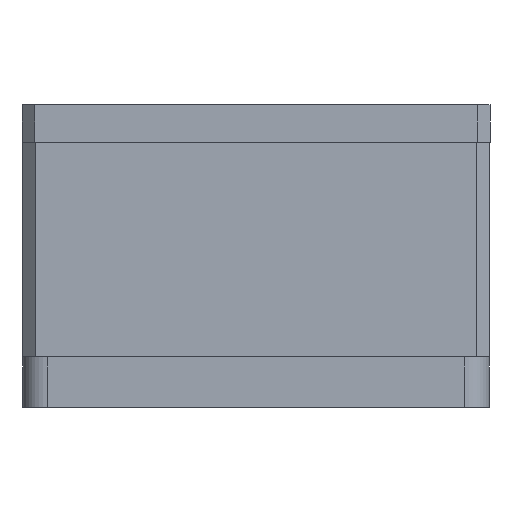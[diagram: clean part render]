
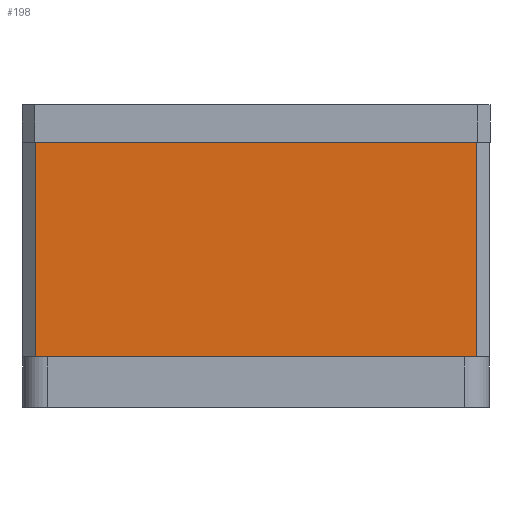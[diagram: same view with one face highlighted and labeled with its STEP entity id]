
A CAD part, left-side view. The second image highlights one B-rep face of the part: STEP entity #198.
In plain terms, the highlighted planar face has unit normal (-1, 0, 0).
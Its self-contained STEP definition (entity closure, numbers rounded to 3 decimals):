
#62 = CARTESIAN_POINT ( 'NONE',  ( -20., -17.5, 21. ) ) ;
#100 = DIRECTION ( 'NONE',  ( 0., 1., 0. ) ) ;
#111 = VECTOR ( 'NONE', #426, 1000. ) ;
#116 = CARTESIAN_POINT ( 'NONE',  ( -20., -18.5, 4. ) ) ;
#133 = ORIENTED_EDGE ( 'NONE', *, *, #308, .T. ) ;
#198 = ADVANCED_FACE ( 'NONE', ( #781 ), #241, .F. ) ;
#231 = LINE ( 'NONE', #1220, #1206 ) ;
#241 = PLANE ( 'NONE',  #993 ) ;
#260 = CARTESIAN_POINT ( 'NONE',  ( -20., 17.5, 4. ) ) ;
#275 = CARTESIAN_POINT ( 'NONE',  ( -20., -17.5, 24. ) ) ;
#308 = EDGE_CURVE ( 'NONE', #323, #1229, #1587, .T. ) ;
#323 = VERTEX_POINT ( 'NONE', #260 ) ;
#426 = DIRECTION ( 'NONE',  ( 0., 0., 1. ) ) ;
#454 = LINE ( 'NONE', #275, #111 ) ;
#457 = VECTOR ( 'NONE', #1358, 1000. ) ;
#533 = CARTESIAN_POINT ( 'NONE',  ( -20., -18.5, 24. ) ) ;
#596 = CARTESIAN_POINT ( 'NONE',  ( -20., 17.5, 24. ) ) ;
#623 = LINE ( 'NONE', #596, #1244 ) ;
#649 = EDGE_CURVE ( 'NONE', #1229, #1859, #454, .T. ) ;
#677 = EDGE_LOOP ( 'NONE', ( #785, #740, #133, #1980 ) ) ;
#740 = ORIENTED_EDGE ( 'NONE', *, *, #907, .T. ) ;
#781 = FACE_OUTER_BOUND ( 'NONE', #677, .T. ) ;
#785 = ORIENTED_EDGE ( 'NONE', *, *, #1722, .F. ) ;
#907 = EDGE_CURVE ( 'NONE', #1477, #323, #623, .T. ) ;
#993 = AXIS2_PLACEMENT_3D ( 'NONE', #533, #1948, #100 ) ;
#1055 = DIRECTION ( 'NONE',  ( 0., -1., 0. ) ) ;
#1206 = VECTOR ( 'NONE', #1055, 1000. ) ;
#1220 = CARTESIAN_POINT ( 'NONE',  ( -20., -18.5, 21. ) ) ;
#1229 = VERTEX_POINT ( 'NONE', #1902 ) ;
#1244 = VECTOR ( 'NONE', #1535, 1000. ) ;
#1345 = CARTESIAN_POINT ( 'NONE',  ( -20., 17.5, 21. ) ) ;
#1358 = DIRECTION ( 'NONE',  ( 0., -1., 0. ) ) ;
#1477 = VERTEX_POINT ( 'NONE', #1345 ) ;
#1535 = DIRECTION ( 'NONE',  ( 0., 0., -1. ) ) ;
#1587 = LINE ( 'NONE', #116, #457 ) ;
#1722 = EDGE_CURVE ( 'NONE', #1477, #1859, #231, .T. ) ;
#1859 = VERTEX_POINT ( 'NONE', #62 ) ;
#1902 = CARTESIAN_POINT ( 'NONE',  ( -20., -17.5, 4. ) ) ;
#1948 = DIRECTION ( 'NONE',  ( 1., 0., 0. ) ) ;
#1980 = ORIENTED_EDGE ( 'NONE', *, *, #649, .T. ) ;
